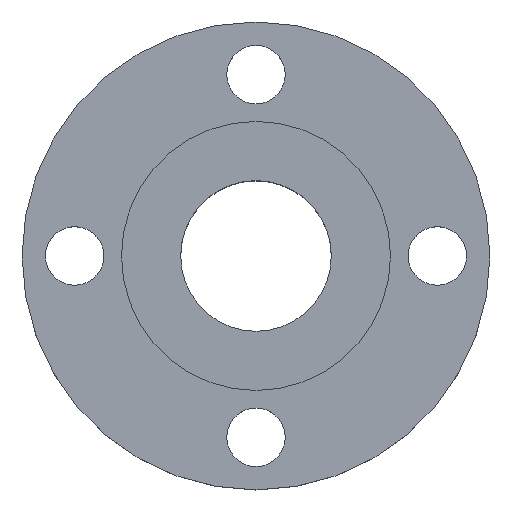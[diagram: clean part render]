
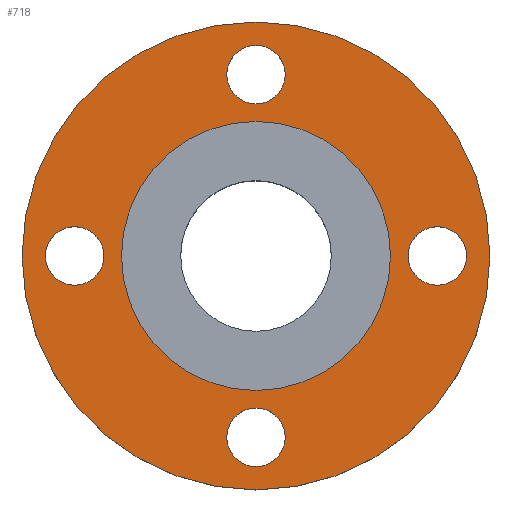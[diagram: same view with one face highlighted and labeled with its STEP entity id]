
A CAD part, top view. The second image highlights one B-rep face of the part: STEP entity #718.
In plain terms, the highlighted planar face has unit normal (0, 0, 1).
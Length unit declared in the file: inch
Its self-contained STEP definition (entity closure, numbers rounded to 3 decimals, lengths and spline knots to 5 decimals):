
#7 = CIRCLE ( 'NONE', #860, 0.3125 ) ;
#10 = DIRECTION ( 'NONE',  ( 0., 0., 1. ) ) ;
#13 = EDGE_LOOP ( 'NONE', ( #753, #337 ) ) ;
#20 = DIRECTION ( 'NONE',  ( 0., 0., 1. ) ) ;
#33 = VERTEX_POINT ( 'NONE', #685 ) ;
#39 = DIRECTION ( 'NONE',  ( -1., 0., 0. ) ) ;
#54 = FACE_OUTER_BOUND ( 'NONE', #699, .T. ) ;
#67 = EDGE_CURVE ( 'NONE', #33, #832, #711, .T. ) ;
#69 = DIRECTION ( 'NONE',  ( 1., 0., 0. ) ) ;
#94 = ORIENTED_EDGE ( 'NONE', *, *, #696, .F. ) ;
#101 = VERTEX_POINT ( 'NONE', #500 ) ;
#102 = ORIENTED_EDGE ( 'NONE', *, *, #632, .F. ) ;
#104 = ORIENTED_EDGE ( 'NONE', *, *, #369, .F. ) ;
#108 = AXIS2_PLACEMENT_3D ( 'NONE', #399, #715, #646 ) ;
#112 = CARTESIAN_POINT ( 'NONE',  ( 0., 1.4375, -0.0625 ) ) ;
#113 = ORIENTED_EDGE ( 'NONE', *, *, #856, .F. ) ;
#114 = ORIENTED_EDGE ( 'NONE', *, *, #67, .F. ) ;
#133 = DIRECTION ( 'NONE',  ( 0., -1., 0. ) ) ;
#135 = CIRCLE ( 'NONE', #200, 2.5 ) ;
#140 = CARTESIAN_POINT ( 'NONE',  ( -2.5, 0., -0.0625 ) ) ;
#141 = CARTESIAN_POINT ( 'NONE',  ( 0.3125, -1.9375, -0.0625 ) ) ;
#150 = CIRCLE ( 'NONE', #446, 0.3125 ) ;
#169 = DIRECTION ( 'NONE',  ( 1., 0., 0. ) ) ;
#182 = AXIS2_PLACEMENT_3D ( 'NONE', #216, #542, #169 ) ;
#199 = VERTEX_POINT ( 'NONE', #382 ) ;
#200 = AXIS2_PLACEMENT_3D ( 'NONE', #544, #271, #534 ) ;
#206 = DIRECTION ( 'NONE',  ( 0., 0., 1. ) ) ;
#208 = CARTESIAN_POINT ( 'NONE',  ( 1.9375, 0., -0.0625 ) ) ;
#213 = CARTESIAN_POINT ( 'NONE',  ( 0., 1.9375, -0.0625 ) ) ;
#216 = CARTESIAN_POINT ( 'NONE',  ( -1.9375, 0., -0.0625 ) ) ;
#239 = CIRCLE ( 'NONE', #458, 0.3125 ) ;
#244 = FACE_BOUND ( 'NONE', #258, .T. ) ;
#258 = EDGE_LOOP ( 'NONE', ( #94, #104 ) ) ;
#264 = EDGE_CURVE ( 'NONE', #373, #560, #481, .T. ) ;
#271 = DIRECTION ( 'NONE',  ( 0., 0., 1. ) ) ;
#275 = AXIS2_PLACEMENT_3D ( 'NONE', #112, #629, #39 ) ;
#279 = CARTESIAN_POINT ( 'NONE',  ( 0., -1.9375, -0.0625 ) ) ;
#288 = AXIS2_PLACEMENT_3D ( 'NONE', #208, #467, #408 ) ;
#302 = EDGE_LOOP ( 'NONE', ( #113, #505 ) ) ;
#337 = ORIENTED_EDGE ( 'NONE', *, *, #407, .F. ) ;
#342 = DIRECTION ( 'NONE',  ( 1., 0., 0. ) ) ;
#359 = AXIS2_PLACEMENT_3D ( 'NONE', #665, #409, #342 ) ;
#369 = EDGE_CURVE ( 'NONE', #679, #101, #470, .T. ) ;
#373 = VERTEX_POINT ( 'NONE', #657 ) ;
#377 = DIRECTION ( 'NONE',  ( 0., 0., 1. ) ) ;
#382 = CARTESIAN_POINT ( 'NONE',  ( 2.5, 0., -0.0625 ) ) ;
#387 = DIRECTION ( 'NONE',  ( -1., 0., 0. ) ) ;
#399 = CARTESIAN_POINT ( 'NONE',  ( 0., 0., -0.0625 ) ) ;
#407 = EDGE_CURVE ( 'NONE', #560, #373, #771, .T. ) ;
#408 = DIRECTION ( 'NONE',  ( -1., 0., 0. ) ) ;
#409 = DIRECTION ( 'NONE',  ( 0., 0., 1. ) ) ;
#410 = CARTESIAN_POINT ( 'NONE',  ( 0., 1.9375, -0.0625 ) ) ;
#417 = AXIS2_PLACEMENT_3D ( 'NONE', #480, #10, #548 ) ;
#431 = VERTEX_POINT ( 'NONE', #140 ) ;
#434 = EDGE_CURVE ( 'NONE', #788, #769, #239, .T. ) ;
#440 = CARTESIAN_POINT ( 'NONE',  ( 1.9375, 0., -0.0625 ) ) ;
#442 = EDGE_CURVE ( 'NONE', #199, #431, #135, .T. ) ;
#446 = AXIS2_PLACEMENT_3D ( 'NONE', #745, #20, #675 ) ;
#458 = AXIS2_PLACEMENT_3D ( 'NONE', #279, #660, #594 ) ;
#460 = AXIS2_PLACEMENT_3D ( 'NONE', #213, #535, #133 ) ;
#467 = DIRECTION ( 'NONE',  ( 0., 0., 1. ) ) ;
#470 = CIRCLE ( 'NONE', #288, 0.3125 ) ;
#474 = CARTESIAN_POINT ( 'NONE',  ( 0., 0., -0.0625 ) ) ;
#475 = CARTESIAN_POINT ( 'NONE',  ( -1.4375, 0., -0.0625 ) ) ;
#479 = ORIENTED_EDGE ( 'NONE', *, *, #581, .F. ) ;
#480 = CARTESIAN_POINT ( 'NONE',  ( 0., -1.9375, -0.0625 ) ) ;
#481 = CIRCLE ( 'NONE', #108, 1.4375 ) ;
#483 = CIRCLE ( 'NONE', #644, 0.3125 ) ;
#498 = VERTEX_POINT ( 'NONE', #735 ) ;
#500 = CARTESIAN_POINT ( 'NONE',  ( 2.25, 0., -0.0625 ) ) ;
#501 = FACE_BOUND ( 'NONE', #831, .T. ) ;
#505 = ORIENTED_EDGE ( 'NONE', *, *, #795, .F. ) ;
#522 = CARTESIAN_POINT ( 'NONE',  ( 1.625, 0., -0.0625 ) ) ;
#527 = CIRCLE ( 'NONE', #460, 0.3125 ) ;
#532 = DIRECTION ( 'NONE',  ( 0., -1., 0. ) ) ;
#534 = DIRECTION ( 'NONE',  ( 1., 0., 0. ) ) ;
#535 = DIRECTION ( 'NONE',  ( 0., 0., 1. ) ) ;
#542 = DIRECTION ( 'NONE',  ( 0., 0., 1. ) ) ;
#544 = CARTESIAN_POINT ( 'NONE',  ( 0., 0., -0.0625 ) ) ;
#548 = DIRECTION ( 'NONE',  ( 0., 1., 0. ) ) ;
#560 = VERTEX_POINT ( 'NONE', #475 ) ;
#562 = ORIENTED_EDGE ( 'NONE', *, *, #442, .T. ) ;
#569 = EDGE_LOOP ( 'NONE', ( #102, #114 ) ) ;
#575 = CARTESIAN_POINT ( 'NONE',  ( -0.3125, -1.9375, -0.0625 ) ) ;
#581 = EDGE_CURVE ( 'NONE', #769, #788, #784, .T. ) ;
#594 = DIRECTION ( 'NONE',  ( 0., 1., 0. ) ) ;
#622 = ORIENTED_EDGE ( 'NONE', *, *, #827, .T. ) ;
#629 = DIRECTION ( 'NONE',  ( 0., 0., -1. ) ) ;
#632 = EDGE_CURVE ( 'NONE', #832, #33, #150, .T. ) ;
#644 = AXIS2_PLACEMENT_3D ( 'NONE', #410, #206, #532 ) ;
#646 = DIRECTION ( 'NONE',  ( 1., 0., 0. ) ) ;
#647 = PLANE ( 'NONE',  #275 ) ;
#657 = CARTESIAN_POINT ( 'NONE',  ( 1.4375, 0., -0.0625 ) ) ;
#660 = DIRECTION ( 'NONE',  ( 0., 0., 1. ) ) ;
#661 = CARTESIAN_POINT ( 'NONE',  ( -0.3125, 1.9375, -0.0625 ) ) ;
#665 = CARTESIAN_POINT ( 'NONE',  ( 0., 0., -0.0625 ) ) ;
#670 = ORIENTED_EDGE ( 'NONE', *, *, #434, .F. ) ;
#675 = DIRECTION ( 'NONE',  ( 1., 0., 0. ) ) ;
#679 = VERTEX_POINT ( 'NONE', #522 ) ;
#685 = CARTESIAN_POINT ( 'NONE',  ( -2.25, 0., -0.0625 ) ) ;
#696 = EDGE_CURVE ( 'NONE', #101, #679, #7, .T. ) ;
#699 = EDGE_LOOP ( 'NONE', ( #562, #622 ) ) ;
#701 = CIRCLE ( 'NONE', #755, 2.5 ) ;
#707 = FACE_BOUND ( 'NONE', #302, .T. ) ;
#710 = FACE_BOUND ( 'NONE', #569, .T. ) ;
#711 = CIRCLE ( 'NONE', #182, 0.3125 ) ;
#715 = DIRECTION ( 'NONE',  ( 0., 0., 1. ) ) ;
#718 = ADVANCED_FACE ( 'NONE', ( #707, #244, #501, #710, #839, #54 ), #647, .F. ) ;
#732 = DIRECTION ( 'NONE',  ( 0., 0., 1. ) ) ;
#735 = CARTESIAN_POINT ( 'NONE',  ( 0.3125, 1.9375, -0.0625 ) ) ;
#745 = CARTESIAN_POINT ( 'NONE',  ( -1.9375, 0., -0.0625 ) ) ;
#753 = ORIENTED_EDGE ( 'NONE', *, *, #264, .F. ) ;
#755 = AXIS2_PLACEMENT_3D ( 'NONE', #474, #732, #69 ) ;
#769 = VERTEX_POINT ( 'NONE', #575 ) ;
#771 = CIRCLE ( 'NONE', #359, 1.4375 ) ;
#784 = CIRCLE ( 'NONE', #417, 0.3125 ) ;
#786 = CARTESIAN_POINT ( 'NONE',  ( -1.625, 0., -0.0625 ) ) ;
#788 = VERTEX_POINT ( 'NONE', #141 ) ;
#795 = EDGE_CURVE ( 'NONE', #847, #498, #527, .T. ) ;
#827 = EDGE_CURVE ( 'NONE', #431, #199, #701, .T. ) ;
#831 = EDGE_LOOP ( 'NONE', ( #670, #479 ) ) ;
#832 = VERTEX_POINT ( 'NONE', #786 ) ;
#839 = FACE_BOUND ( 'NONE', #13, .T. ) ;
#847 = VERTEX_POINT ( 'NONE', #661 ) ;
#856 = EDGE_CURVE ( 'NONE', #498, #847, #483, .T. ) ;
#860 = AXIS2_PLACEMENT_3D ( 'NONE', #440, #377, #387 ) ;
